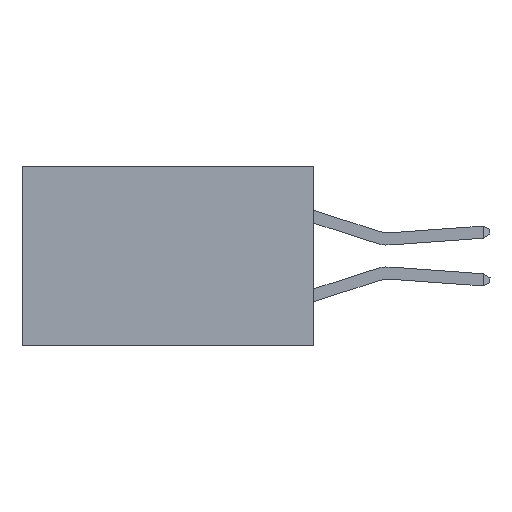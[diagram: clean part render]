
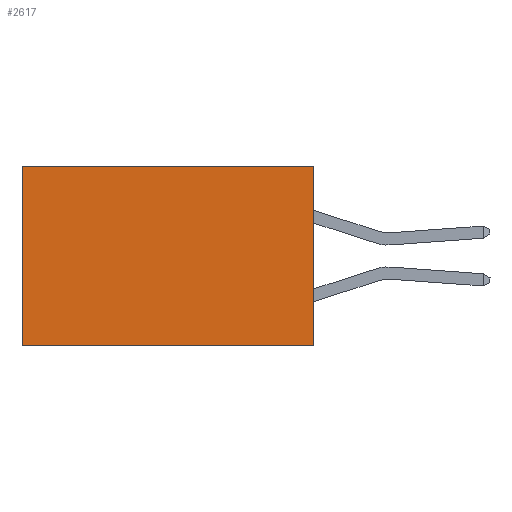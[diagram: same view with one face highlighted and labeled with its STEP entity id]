
A CAD part, left-side view. The second image highlights one B-rep face of the part: STEP entity #2617.
In plain terms, the highlighted planar face has unit normal (-1, 0, 0).
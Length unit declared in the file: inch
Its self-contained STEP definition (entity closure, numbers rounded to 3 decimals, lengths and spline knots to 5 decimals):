
#1794 = VERTEX_POINT ( 'NONE', #6936 ) ;
#2374 = CARTESIAN_POINT ( 'NONE',  ( 0.2875, 0., -0.37 ) ) ;
#2617 = ADVANCED_FACE ( 'NONE', ( #29759 ), #8730, .F. ) ;
#4631 = LINE ( 'NONE', #38426, #12585 ) ;
#4700 = ORIENTED_EDGE ( 'NONE', *, *, #4848, .T. ) ;
#4848 = EDGE_CURVE ( 'NONE', #22414, #6152, #22665, .T. ) ;
#5912 = CARTESIAN_POINT ( 'NONE',  ( 0.2875, 0., 0. ) ) ;
#5969 = EDGE_CURVE ( 'NONE', #1794, #6152, #40661, .T. ) ;
#6152 = VERTEX_POINT ( 'NONE', #37042 ) ;
#6163 = LINE ( 'NONE', #5912, #41134 ) ;
#6634 = EDGE_CURVE ( 'NONE', #31144, #1794, #6163, .T. ) ;
#6936 = CARTESIAN_POINT ( 'NONE',  ( 0.2875, 0., -0.37 ) ) ;
#8730 = PLANE ( 'NONE',  #34501 ) ;
#10756 = DIRECTION ( 'NONE',  ( 0., 0., -1. ) ) ;
#11545 = VECTOR ( 'NONE', #10756, 39.37008 ) ;
#12585 = VECTOR ( 'NONE', #14873, 39.37008 ) ;
#14873 = DIRECTION ( 'NONE',  ( 0., 1., 0. ) ) ;
#16129 = DIRECTION ( 'NONE',  ( 0., 0., -1. ) ) ;
#19212 = DIRECTION ( 'NONE',  ( 0., 0., -1. ) ) ;
#20278 = DIRECTION ( 'NONE',  ( 1., 0., 0. ) ) ;
#20500 = CARTESIAN_POINT ( 'NONE',  ( 0.2875, 0.6, 0. ) ) ;
#22414 = VERTEX_POINT ( 'NONE', #20500 ) ;
#22665 = LINE ( 'NONE', #27630, #11545 ) ;
#23036 = EDGE_LOOP ( 'NONE', ( #4700, #40953, #42933, #32346 ) ) ;
#25354 = CARTESIAN_POINT ( 'NONE',  ( 0.2875, 0., 0. ) ) ;
#27630 = CARTESIAN_POINT ( 'NONE',  ( 0.2875, 0.6, 0. ) ) ;
#28435 = CARTESIAN_POINT ( 'NONE',  ( 0.2875, 0., 0. ) ) ;
#29059 = EDGE_CURVE ( 'NONE', #31144, #22414, #4631, .T. ) ;
#29759 = FACE_OUTER_BOUND ( 'NONE', #23036, .T. ) ;
#31144 = VERTEX_POINT ( 'NONE', #25354 ) ;
#32346 = ORIENTED_EDGE ( 'NONE', *, *, #29059, .T. ) ;
#34501 = AXIS2_PLACEMENT_3D ( 'NONE', #28435, #20278, #19212 ) ;
#36174 = DIRECTION ( 'NONE',  ( 0., 1., 0. ) ) ;
#37042 = CARTESIAN_POINT ( 'NONE',  ( 0.2875, 0.6, -0.37 ) ) ;
#38426 = CARTESIAN_POINT ( 'NONE',  ( 0.2875, 0., 0. ) ) ;
#39606 = VECTOR ( 'NONE', #36174, 39.37008 ) ;
#40661 = LINE ( 'NONE', #2374, #39606 ) ;
#40953 = ORIENTED_EDGE ( 'NONE', *, *, #5969, .F. ) ;
#41134 = VECTOR ( 'NONE', #16129, 39.37008 ) ;
#42933 = ORIENTED_EDGE ( 'NONE', *, *, #6634, .F. ) ;
